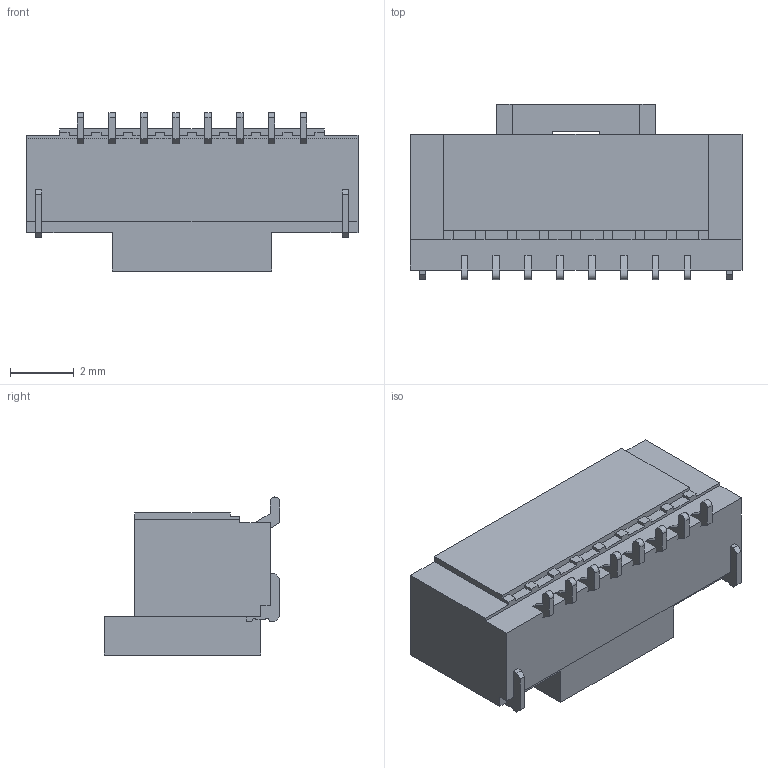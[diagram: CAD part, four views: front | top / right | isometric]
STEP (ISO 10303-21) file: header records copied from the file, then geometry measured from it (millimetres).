
FILE_DESCRIPTION( ( 'STEP AP214' ), '1' );
FILE_NAME( 'T1M-08-F-SV-L.stp', '2022-05-23T23:01:58', ( 'License CC BY-ND 4.0' ), ( 'CADENAS' ), ' ', 'PARTsolutions', ' ' );
FILE_SCHEMA( ( 'AUTOMOTIVE_DESIGN { 1 0 10303 214 1 1 1 1 }' ) );
Length unit declared in the file: millimetre
Products named in the file (3): T1M-08-F-SV-L; _T1T1M-08-T-SV-L; _P2T1M-08-T-SV-L
Assembly tree (2 placements, depth 2):
  T1M-08-F-SV-L
    _T1T1M-08-T-SV-L
    _P2T1M-08-T-SV-L
Bounding box: 10.4 x 5.5 x 4.95 mm (x, y, z)
Volume: 91.1 mm3; surface area: 358.9 mm2
Topology: 2 solids, 2 shells, 247 faces, 685 edges, 442 vertices
Faces by surface type: plane 225, cylinder 22
Entity records: 9745 total; most frequent: CARTESIAN_POINT 1377, ORIENTED_EDGE 1370, DIRECTION 1229, EDGE_CURVE 685, LINE 641, VECTOR 641, VERTEX_POINT 442, AXIS2_PLACEMENT_3D 294
